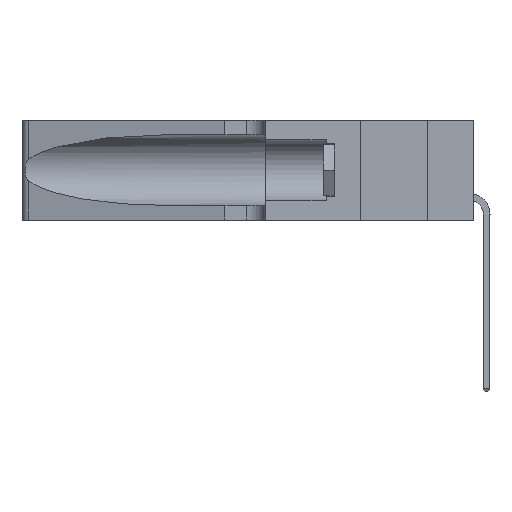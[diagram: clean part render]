
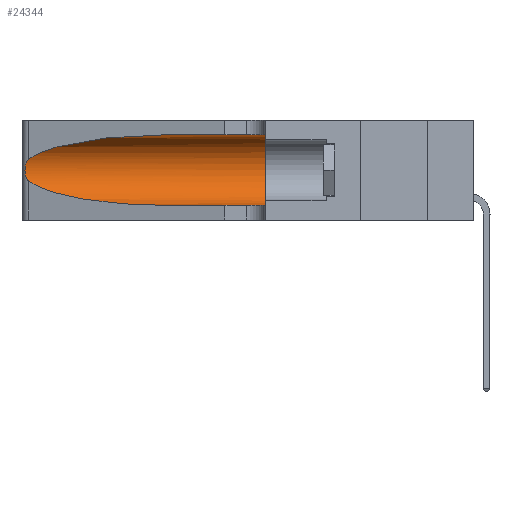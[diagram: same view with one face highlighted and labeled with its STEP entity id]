
A CAD part, left-side view. The second image highlights one B-rep face of the part: STEP entity #24344.
In plain terms, the highlighted cylindrical face has radius 3.308 mm (diameter 6.617 mm), a partial arc.
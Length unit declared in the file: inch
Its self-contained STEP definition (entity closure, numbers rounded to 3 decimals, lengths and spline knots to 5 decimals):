
#49 = CARTESIAN_POINT ( 'NONE',  ( 0.26017, 1.23833, 0.17102 ) ) ;
#312 = DIRECTION ( 'NONE',  ( 0., -1., 0. ) ) ;
#363 = FACE_OUTER_BOUND ( 'NONE', #24815, .T. ) ;
#519 = VECTOR ( 'NONE', #19860, 39.37008 ) ;
#1070 = DIRECTION ( 'NONE',  ( 0., 0., 1. ) ) ;
#1082 = EDGE_CURVE ( 'NONE', #1559, #12890, #3345, .T. ) ;
#1312 = CARTESIAN_POINT ( 'NONE',  ( 0.1305, 0.72297, 0.31525 ) ) ;
#1559 = VERTEX_POINT ( 'NONE', #1312 ) ;
#1631 = ORIENTED_EDGE ( 'NONE', *, *, #8256, .T. ) ;
#2066 = CARTESIAN_POINT ( 'NONE',  ( 0.18966, 0.96281, 0.31525 ) ) ;
#3007 = CARTESIAN_POINT ( 'NONE',  ( 0.1305, 0.35, 0.185 ) ) ;
#3345 = LINE ( 'NONE', #19689, #519 ) ;
#3989 = CARTESIAN_POINT ( 'NONE',  ( 0.2373, 1.15595, 0.28018 ) ) ;
#4083 = CARTESIAN_POINT ( 'NONE',  ( 0.25487, 1.22718, 0.14631 ) ) ;
#4441 = CARTESIAN_POINT ( 'NONE',  ( 0.1305, 1.61858, 0.185 ) ) ;
#5667 = CARTESIAN_POINT ( 'NONE',  ( 0.1305, 0.35, 0.05475 ) ) ;
#6154 = CARTESIAN_POINT ( 'NONE',  ( 0.25856, 1.23593, 0.16098 ) ) ;
#6219 = B_SPLINE_CURVE_WITH_KNOTS ( 'NONE', 3,
 ( #21919, #21668, #8137, #8316, #12096, #12183, #8230, #12264, #49, #6154, #10418, #20231, #14097, #4083 ),
 .UNSPECIFIED., .F., .F.,
 ( 4, 2, 2, 2, 2, 2, 4 ),
 ( 0., 0.00027, 0.00053, 0.00107, 0.0016, 0.00187, 0.00214 ),
 .UNSPECIFIED. ) ;
#6241 = CARTESIAN_POINT ( 'NONE',  ( 0.1305, 0.72297, 0.31525 ) ) ;
#6359 = CARTESIAN_POINT ( 'NONE',  ( 0.1305, 1.61858, 0.05475 ) ) ;
#6544 = CARTESIAN_POINT ( 'NONE',  ( 0.25487, 1.22718, 0.22369 ) ) ;
#7919 = EDGE_CURVE ( 'NONE', #11722, #8282, #10922, .T. ) ;
#8137 = CARTESIAN_POINT ( 'NONE',  ( 0.25639, 1.23184, 0.21858 ) ) ;
#8230 = CARTESIAN_POINT ( 'NONE',  ( 0.26075, 1.23896, 0.19203 ) ) ;
#8256 = EDGE_CURVE ( 'NONE', #8282, #15946, #10415, .T. ) ;
#8282 = VERTEX_POINT ( 'NONE', #11998 ) ;
#8316 = CARTESIAN_POINT ( 'NONE',  ( 0.25787, 1.23484, 0.2124 ) ) ;
#9080 = AXIS2_PLACEMENT_3D ( 'NONE', #4441, #312, #24589 ) ;
#9532 = CARTESIAN_POINT ( 'NONE',  ( 0.2373, 1.15595, 0.08982 ) ) ;
#10124 =( BOUNDED_CURVE ( )  B_SPLINE_CURVE ( 3, ( #6241, #2066, #3989, #22322 ),
 .UNSPECIFIED., .F., .F. ) 
 B_SPLINE_CURVE_WITH_KNOTS ( ( 4, 4 ),
 ( 1.5708, 2.84003 ),
 .UNSPECIFIED. ) 
 CURVE ( )  GEOMETRIC_REPRESENTATION_ITEM ( )  RATIONAL_B_SPLINE_CURVE ( ( 1., 0.87, 0.87, 1. ) ) 
 REPRESENTATION_ITEM ( '' )  );
#10415 = LINE ( 'NONE', #6359, #12946 ) ;
#10418 = CARTESIAN_POINT ( 'NONE',  ( 0.25789, 1.23486, 0.15765 ) ) ;
#10695 = ORIENTED_EDGE ( 'NONE', *, *, #7919, .T. ) ;
#10922 =( BOUNDED_CURVE ( )  B_SPLINE_CURVE ( 3, ( #25852, #9532, #15551, #14147 ),
 .UNSPECIFIED., .F., .F. ) 
 B_SPLINE_CURVE_WITH_KNOTS ( ( 4, 4 ),
 ( 3.44316, 4.71239 ),
 .UNSPECIFIED. ) 
 CURVE ( )  GEOMETRIC_REPRESENTATION_ITEM ( )  RATIONAL_B_SPLINE_CURVE ( ( 1., 0.87, 0.87, 1. ) ) 
 REPRESENTATION_ITEM ( '' )  );
#11098 = DIRECTION ( 'NONE',  ( 0., 1., 0. ) ) ;
#11452 = VERTEX_POINT ( 'NONE', #6544 ) ;
#11722 = VERTEX_POINT ( 'NONE', #19179 ) ;
#11998 = CARTESIAN_POINT ( 'NONE',  ( 0.1305, 0.72297, 0.05475 ) ) ;
#12096 = CARTESIAN_POINT ( 'NONE',  ( 0.25854, 1.2359, 0.20912 ) ) ;
#12183 = CARTESIAN_POINT ( 'NONE',  ( 0.26018, 1.23835, 0.19895 ) ) ;
#12264 = CARTESIAN_POINT ( 'NONE',  ( 0.26075, 1.23896, 0.178 ) ) ;
#12890 = VERTEX_POINT ( 'NONE', #17237 ) ;
#12946 = VECTOR ( 'NONE', #15600, 39.37008 ) ;
#14097 = CARTESIAN_POINT ( 'NONE',  ( 0.25555, 1.22993, 0.14849 ) ) ;
#14147 = CARTESIAN_POINT ( 'NONE',  ( 0.1305, 0.72297, 0.05475 ) ) ;
#15551 = CARTESIAN_POINT ( 'NONE',  ( 0.18966, 0.96281, 0.05475 ) ) ;
#15600 = DIRECTION ( 'NONE',  ( 0., -1., 0. ) ) ;
#15930 = EDGE_CURVE ( 'NONE', #11452, #11722, #6219, .T. ) ;
#15946 = VERTEX_POINT ( 'NONE', #5667 ) ;
#17237 = CARTESIAN_POINT ( 'NONE',  ( 0.1305, 0.35, 0.31525 ) ) ;
#17902 = CIRCLE ( 'NONE', #21812, 0.13025 ) ;
#18222 = ORIENTED_EDGE ( 'NONE', *, *, #15930, .T. ) ;
#19179 = CARTESIAN_POINT ( 'NONE',  ( 0.25487, 1.22718, 0.14631 ) ) ;
#19393 = ORIENTED_EDGE ( 'NONE', *, *, #24895, .T. ) ;
#19689 = CARTESIAN_POINT ( 'NONE',  ( 0.1305, 1.61858, 0.31525 ) ) ;
#19860 = DIRECTION ( 'NONE',  ( 0., -1., 0. ) ) ;
#20231 = CARTESIAN_POINT ( 'NONE',  ( 0.25639, 1.23186, 0.15144 ) ) ;
#21030 = ORIENTED_EDGE ( 'NONE', *, *, #1082, .F. ) ;
#21668 = CARTESIAN_POINT ( 'NONE',  ( 0.25555, 1.22994, 0.2215 ) ) ;
#21812 = AXIS2_PLACEMENT_3D ( 'NONE', #3007, #11098, #1070 ) ;
#21919 = CARTESIAN_POINT ( 'NONE',  ( 0.25487, 1.22718, 0.22369 ) ) ;
#22064 = ORIENTED_EDGE ( 'NONE', *, *, #25206, .F. ) ;
#22322 = CARTESIAN_POINT ( 'NONE',  ( 0.25487, 1.22718, 0.22369 ) ) ;
#22978 = CYLINDRICAL_SURFACE ( 'NONE', #9080, 0.13025 ) ;
#24344 = ADVANCED_FACE ( 'NONE', ( #363 ), #22978, .F. ) ;
#24589 = DIRECTION ( 'NONE',  ( 0., 0., -1. ) ) ;
#24815 = EDGE_LOOP ( 'NONE', ( #19393, #18222, #10695, #1631, #22064, #21030 ) ) ;
#24895 = EDGE_CURVE ( 'NONE', #1559, #11452, #10124, .T. ) ;
#25206 = EDGE_CURVE ( 'NONE', #12890, #15946, #17902, .T. ) ;
#25852 = CARTESIAN_POINT ( 'NONE',  ( 0.25487, 1.22718, 0.14631 ) ) ;
